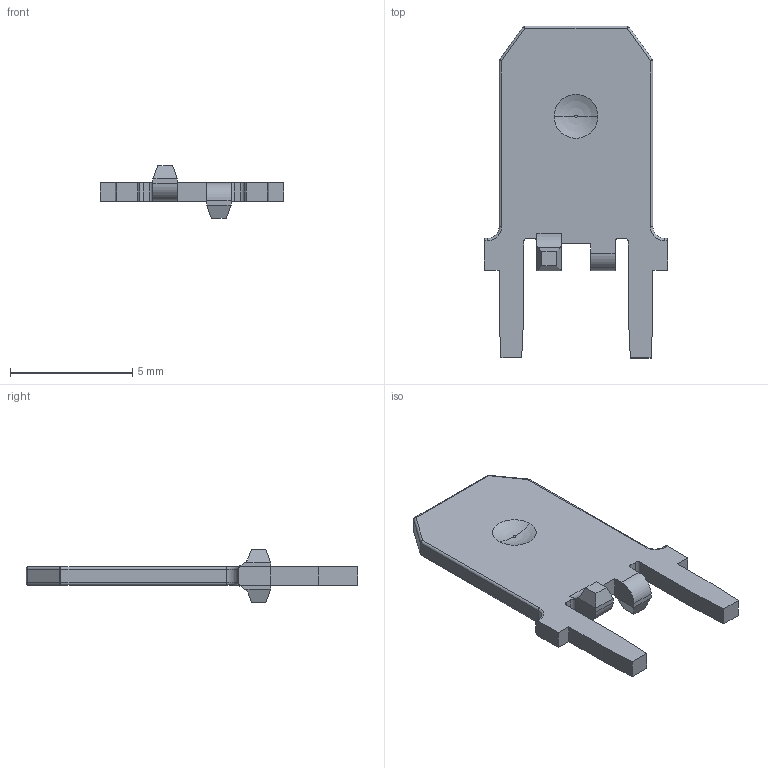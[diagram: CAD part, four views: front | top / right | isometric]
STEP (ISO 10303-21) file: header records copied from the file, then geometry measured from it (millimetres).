
FILE_DESCRIPTION (( 'STEP AP214' ), '1' );
FILE_NAME ('09_TE-CONN_terminal_6p35x0p81mm_newark_17R2863.STEP', '2013-12-03T19:34:32', ( '' ), ( '' ), 'SwSTEP 2.0', 'SolidWorks 2012', '' );
FILE_SCHEMA (( 'AUTOMOTIVE_DESIGN' ));
Length unit declared in the file: millimetre
Products named in the file (1): 09_TE-CONN_terminal_6p35x0p81mm_newark_17R2863
Bounding box: 7.5 x 13.6 x 2.15 mm (x, y, z)
Volume: 50.9 mm3; surface area: 176.7 mm2
Topology: 1 solids, 1 shells, 88 faces, 220 edges, 132 vertices
Faces by surface type: plane 44, cylinder 28, torus 8, sphere 8
Entity records: 2598 total; most frequent: DIRECTION 462, CARTESIAN_POINT 449, ORIENTED_EDGE 432, EDGE_CURVE 216, AXIS2_PLACEMENT_3D 161, VECTOR 140, LINE 140, VERTEX_POINT 132
